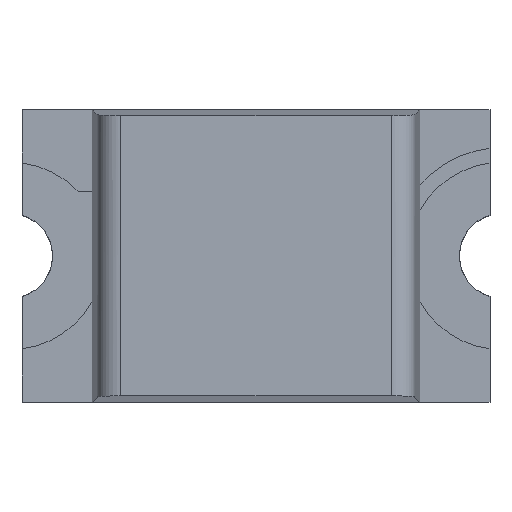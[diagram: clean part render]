
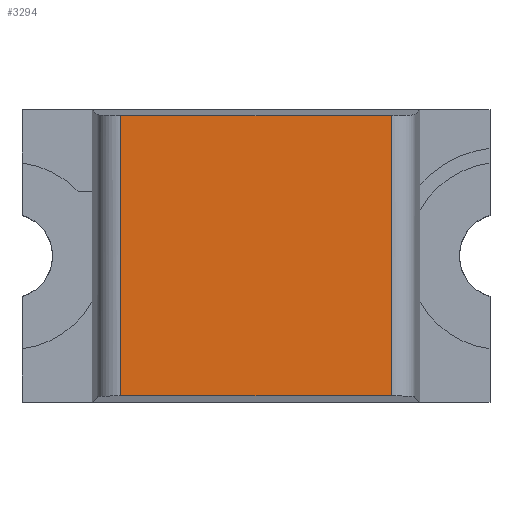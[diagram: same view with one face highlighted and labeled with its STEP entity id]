
A CAD part, top view. The second image highlights one B-rep face of the part: STEP entity #3294.
In plain terms, the highlighted planar face has unit normal (0, 0, 1).
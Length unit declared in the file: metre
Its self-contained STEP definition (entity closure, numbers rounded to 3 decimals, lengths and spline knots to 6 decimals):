
#275=ORIENTED_EDGE('',*,*,#1229,.T.);
#276=ORIENTED_EDGE('',*,*,#1243,.T.);
#277=ORIENTED_EDGE('',*,*,#1236,.F.);
#278=ORIENTED_EDGE('',*,*,#1244,.T.);
#1229=EDGE_CURVE('',#1716,#1715,#2038,.F.);
#1236=EDGE_CURVE('',#1721,#1722,#2044,.T.);
#1243=EDGE_CURVE('',#1715,#1722,#2049,.F.);
#1244=EDGE_CURVE('',#1721,#1716,#2050,.F.);
#1715=VERTEX_POINT('',#4658);
#1716=VERTEX_POINT('',#4660);
#1721=VERTEX_POINT('',#4674);
#1722=VERTEX_POINT('',#4675);
#2038=LINE('',#4659,#2406);
#2044=LINE('',#4673,#2412);
#2049=LINE('',#4686,#2417);
#2050=LINE('',#4687,#2418);
#2406=VECTOR('',#3831,1.);
#2412=VECTOR('',#3843,1.);
#2417=VECTOR('',#3856,1.);
#2418=VECTOR('',#3857,1.);
#2777=EDGE_LOOP('',(#275,#276,#277,#278));
#2971=FACE_BOUND('',#2777,.T.);
#3165=PLANE('',#3603);
#3294=ADVANCED_FACE('',(#2971),#3165,.T.);
#3603=AXIS2_PLACEMENT_3D('',#4685,#3854,#3855);
#3831=DIRECTION('',(1.,0.,0.));
#3843=DIRECTION('',(-1.,0.,0.));
#3854=DIRECTION('',(0.,0.,1.));
#3855=DIRECTION('',(1.,0.,0.));
#3856=DIRECTION('',(0.,1.,0.));
#3857=DIRECTION('',(0.,-1.,0.));
#4658=CARTESIAN_POINT('',(-0.000579,0.000599,0.0005));
#4659=CARTESIAN_POINT('',(0.00025,0.000599,0.0005));
#4660=CARTESIAN_POINT('',(0.000579,0.000599,0.0005));
#4673=CARTESIAN_POINT('',(0.00025,-0.000599,0.0005));
#4674=CARTESIAN_POINT('',(0.000579,-0.000599,0.0005));
#4675=CARTESIAN_POINT('',(-0.000579,-0.000599,0.0005));
#4685=CARTESIAN_POINT('',(0.000031,0.,0.0005));
#4686=CARTESIAN_POINT('',(-0.000579,-0.000599,0.0005));
#4687=CARTESIAN_POINT('',(0.000579,0.,0.0005));
